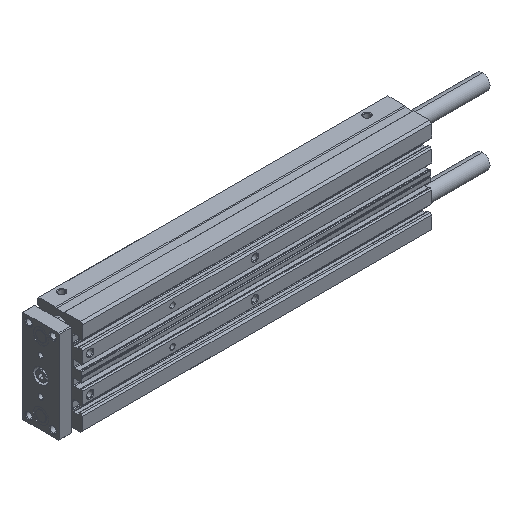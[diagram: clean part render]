
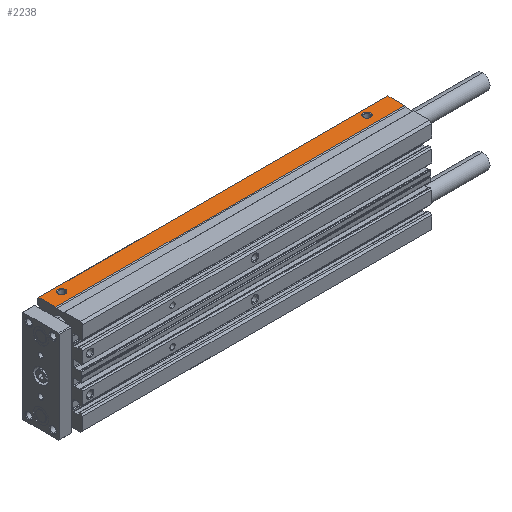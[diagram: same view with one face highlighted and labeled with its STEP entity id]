
A CAD part, isometric view. The second image highlights one B-rep face of the part: STEP entity #2238.
In plain terms, the highlighted planar face has unit normal (0, 0, 1).
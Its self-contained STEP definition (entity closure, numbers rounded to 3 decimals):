
#59 = AXIS2_PLACEMENT_3D ( 'NONE', #7407, #11292, #9554 ) ;
#166 = VECTOR ( 'NONE', #6202, 1000. ) ;
#394 = ORIENTED_EDGE ( 'NONE', *, *, #4499, .T. ) ;
#602 = FACE_OUTER_BOUND ( 'NONE', #1324, .T. ) ;
#616 = ORIENTED_EDGE ( 'NONE', *, *, #2048, .T. ) ;
#629 = ORIENTED_EDGE ( 'NONE', *, *, #7634, .T. ) ;
#896 = EDGE_CURVE ( 'NONE', #1933, #7922, #6218, .T. ) ;
#1264 = DIRECTION ( 'NONE',  ( 1., 0., 0. ) ) ;
#1324 = EDGE_LOOP ( 'NONE', ( #629, #10084, #11077, #2454 ) ) ;
#1593 = CIRCLE ( 'NONE', #3633, 2.5 ) ;
#1797 = CIRCLE ( 'NONE', #9759, 2.5 ) ;
#1898 = CARTESIAN_POINT ( 'NONE',  ( 0., 3., 32. ) ) ;
#1933 = VERTEX_POINT ( 'NONE', #3985 ) ;
#2048 = EDGE_CURVE ( 'NONE', #2380, #5605, #7245, .T. ) ;
#2183 = CARTESIAN_POINT ( 'NONE',  ( 233., 0., 32. ) ) ;
#2238 = ADVANCED_FACE ( 'NONE', ( #602, #8363, #12237 ), #11474, .T. ) ;
#2308 = VERTEX_POINT ( 'NONE', #5794 ) ;
#2380 = VERTEX_POINT ( 'NONE', #4765 ) ;
#2454 = ORIENTED_EDGE ( 'NONE', *, *, #896, .T. ) ;
#2914 = LINE ( 'NONE', #10964, #9786 ) ;
#2993 = DIRECTION ( 'NONE',  ( 0., 0., -1. ) ) ;
#3335 = VECTOR ( 'NONE', #11060, 1000. ) ;
#3404 = CARTESIAN_POINT ( 'NONE',  ( 11., 10., 32. ) ) ;
#3633 = AXIS2_PLACEMENT_3D ( 'NONE', #4092, #2993, #9911 ) ;
#3758 = VERTEX_POINT ( 'NONE', #5538 ) ;
#3928 = CARTESIAN_POINT ( 'NONE',  ( 0., 14.2, 32. ) ) ;
#3985 = CARTESIAN_POINT ( 'NONE',  ( 233., 14.2, 32. ) ) ;
#4092 = CARTESIAN_POINT ( 'NONE',  ( 215., 10., 32. ) ) ;
#4196 = CARTESIAN_POINT ( 'NONE',  ( 0., 3., 32. ) ) ;
#4266 = LINE ( 'NONE', #4196, #166 ) ;
#4391 = ORIENTED_EDGE ( 'NONE', *, *, #6858, .T. ) ;
#4499 = EDGE_CURVE ( 'NONE', #3758, #2308, #8722, .T. ) ;
#4600 = CARTESIAN_POINT ( 'NONE',  ( 233., 3., 32. ) ) ;
#4765 = CARTESIAN_POINT ( 'NONE',  ( 217.5, 10., 32. ) ) ;
#4979 = DIRECTION ( 'NONE',  ( -1., 0., 0. ) ) ;
#4984 = DIRECTION ( 'NONE',  ( 0., 0., -1. ) ) ;
#5016 = VERTEX_POINT ( 'NONE', #1898 ) ;
#5159 = DIRECTION ( 'NONE',  ( 0., 0., -1. ) ) ;
#5178 = CARTESIAN_POINT ( 'NONE',  ( 11., 10., 32. ) ) ;
#5455 = EDGE_CURVE ( 'NONE', #5605, #2380, #1593, .T. ) ;
#5538 = CARTESIAN_POINT ( 'NONE',  ( 8.5, 10., 32. ) ) ;
#5605 = VERTEX_POINT ( 'NONE', #12281 ) ;
#5794 = CARTESIAN_POINT ( 'NONE',  ( 13.5, 10., 32. ) ) ;
#6202 = DIRECTION ( 'NONE',  ( 0., -1., 0. ) ) ;
#6218 = LINE ( 'NONE', #6348, #3335 ) ;
#6225 = AXIS2_PLACEMENT_3D ( 'NONE', #9930, #5159, #11915 ) ;
#6348 = CARTESIAN_POINT ( 'NONE',  ( 0., 14.2, 32. ) ) ;
#6754 = EDGE_LOOP ( 'NONE', ( #4391, #394 ) ) ;
#6858 = EDGE_CURVE ( 'NONE', #2308, #3758, #1797, .T. ) ;
#6907 = EDGE_CURVE ( 'NONE', #1933, #7461, #7076, .T. ) ;
#7076 = LINE ( 'NONE', #2183, #7742 ) ;
#7245 = CIRCLE ( 'NONE', #6225, 2.5 ) ;
#7271 = DIRECTION ( 'NONE',  ( 0., 0., -1. ) ) ;
#7298 = AXIS2_PLACEMENT_3D ( 'NONE', #5178, #4984, #1264 ) ;
#7407 = CARTESIAN_POINT ( 'NONE',  ( 0., 3., 32. ) ) ;
#7461 = VERTEX_POINT ( 'NONE', #4600 ) ;
#7536 = EDGE_LOOP ( 'NONE', ( #616, #10434 ) ) ;
#7585 = EDGE_CURVE ( 'NONE', #7461, #5016, #2914, .T. ) ;
#7634 = EDGE_CURVE ( 'NONE', #7922, #5016, #4266, .T. ) ;
#7742 = VECTOR ( 'NONE', #10943, 1000. ) ;
#7922 = VERTEX_POINT ( 'NONE', #3928 ) ;
#8363 = FACE_BOUND ( 'NONE', #6754, .T. ) ;
#8722 = CIRCLE ( 'NONE', #7298, 2.5 ) ;
#9554 = DIRECTION ( 'NONE',  ( 1., 0., 0. ) ) ;
#9759 = AXIS2_PLACEMENT_3D ( 'NONE', #3404, #7271, #12042 ) ;
#9786 = VECTOR ( 'NONE', #4979, 1000. ) ;
#9911 = DIRECTION ( 'NONE',  ( 1., 0., 0. ) ) ;
#9930 = CARTESIAN_POINT ( 'NONE',  ( 215., 10., 32. ) ) ;
#10084 = ORIENTED_EDGE ( 'NONE', *, *, #7585, .F. ) ;
#10434 = ORIENTED_EDGE ( 'NONE', *, *, #5455, .T. ) ;
#10943 = DIRECTION ( 'NONE',  ( 0., -1., 0. ) ) ;
#10964 = CARTESIAN_POINT ( 'NONE',  ( 0., 3., 32. ) ) ;
#11060 = DIRECTION ( 'NONE',  ( -1., 0., 0. ) ) ;
#11077 = ORIENTED_EDGE ( 'NONE', *, *, #6907, .F. ) ;
#11292 = DIRECTION ( 'NONE',  ( 0., 0., 1. ) ) ;
#11474 = PLANE ( 'NONE',  #59 ) ;
#11915 = DIRECTION ( 'NONE',  ( 1., 0., 0. ) ) ;
#12042 = DIRECTION ( 'NONE',  ( 1., 0., 0. ) ) ;
#12237 = FACE_BOUND ( 'NONE', #7536, .T. ) ;
#12281 = CARTESIAN_POINT ( 'NONE',  ( 212.5, 10., 32. ) ) ;
